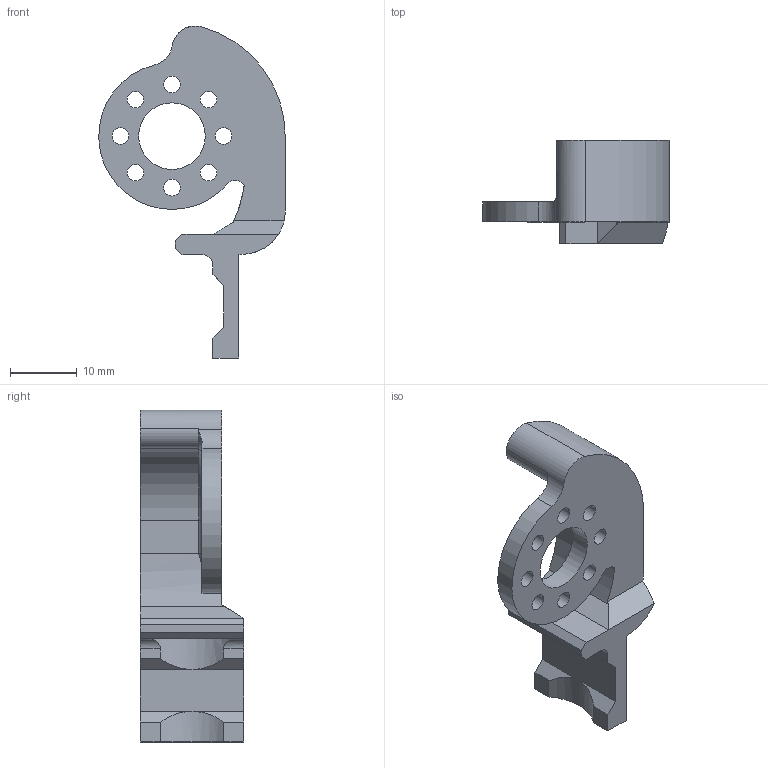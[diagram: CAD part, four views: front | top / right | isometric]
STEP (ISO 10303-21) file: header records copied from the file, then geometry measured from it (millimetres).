
FILE_DESCRIPTION(/* description */ (''),/* implementation_level */ '2;1');
FILE_NAME(/* name */ 'Gripper2.step',/* time_stamp */ '2020-11-11T14:44:59+01:00',/* author */ (''),/* organization */ (''),/* preprocessor_version */ 'ST-DEVELOPER v18.1',/* originating_system */ 'Autodesk Translation Framework v9.3.0.1241',/* authorisation */ '');
FILE_SCHEMA (('AUTOMOTIVE_DESIGN { 1 0 10303 214 3 1 1 }'));
Length unit declared in the file: metre
Products named in the file (1): FusionComponent
Bounding box: 27.99 x 15.5 x 49.83 mm (x, y, z)
Volume: 4894.5 mm3; surface area: 3367.6 mm2
Topology: 1 solids, 1 shells, 57 faces, 159 edges, 103 vertices
Faces by surface type: plane 29, cylinder 24, bspline 2, torus 2
Full cylindrical faces by diameter (mm): 2.5 x8, 10 x1
Entity records: 1979 total; most frequent: CARTESIAN_POINT 405, DIRECTION 323, ORIENTED_EDGE 316, EDGE_CURVE 158, AXIS2_PLACEMENT_3D 115, VERTEX_POINT 103, LINE 93, VECTOR 93
